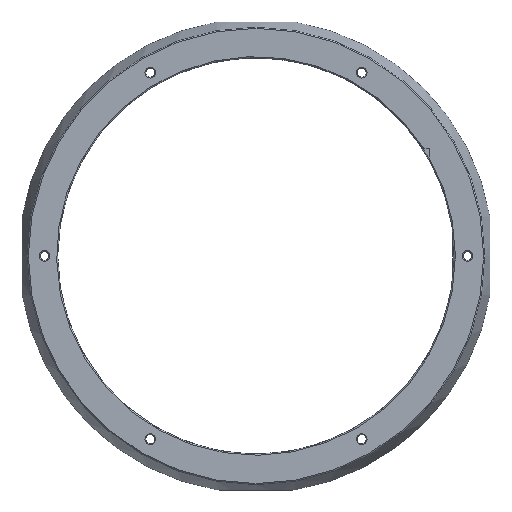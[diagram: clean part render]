
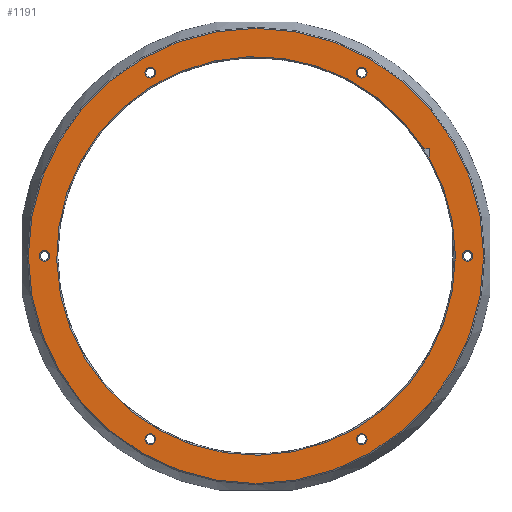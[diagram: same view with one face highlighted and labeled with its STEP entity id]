
A CAD part, top view. The second image highlights one B-rep face of the part: STEP entity #1191.
In plain terms, the highlighted planar face has unit normal (0, 0, 1).
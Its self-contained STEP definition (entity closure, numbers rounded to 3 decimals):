
#36=FACE_BOUND('',#287,.T.);
#37=FACE_BOUND('',#288,.T.);
#38=FACE_BOUND('',#289,.T.);
#39=FACE_BOUND('',#290,.T.);
#40=FACE_BOUND('',#291,.T.);
#41=FACE_BOUND('',#292,.T.);
#42=FACE_BOUND('',#293,.T.);
#106=CIRCLE('',#1296,75.4);
#117=CIRCLE('',#1310,2.);
#118=CIRCLE('',#1312,86.1);
#119=CIRCLE('',#1313,2.);
#120=CIRCLE('',#1314,2.);
#121=CIRCLE('',#1315,2.);
#122=CIRCLE('',#1316,2.);
#123=CIRCLE('',#1317,2.);
#211=FACE_OUTER_BOUND('',#286,.T.);
#286=EDGE_LOOP('',(#904));
#287=EDGE_LOOP('',(#905,#906,#907));
#288=EDGE_LOOP('',(#908));
#289=EDGE_LOOP('',(#909));
#290=EDGE_LOOP('',(#910));
#291=EDGE_LOOP('',(#911));
#292=EDGE_LOOP('',(#912));
#293=EDGE_LOOP('',(#913));
#370=LINE('',#1907,#437);
#371=LINE('',#1914,#438);
#437=VECTOR('',#1476,10.);
#438=VECTOR('',#1479,10.);
#530=VERTEX_POINT('',#1897);
#533=VERTEX_POINT('',#1905);
#534=VERTEX_POINT('',#1909);
#562=VERTEX_POINT('',#2015);
#563=VERTEX_POINT('',#2019);
#564=VERTEX_POINT('',#2021);
#565=VERTEX_POINT('',#2023);
#566=VERTEX_POINT('',#2025);
#567=VERTEX_POINT('',#2027);
#568=VERTEX_POINT('',#2029);
#648=EDGE_CURVE('',#530,#533,#370,.T.);
#650=EDGE_CURVE('',#533,#534,#371,.T.);
#670=EDGE_CURVE('',#530,#534,#106,.T.);
#684=EDGE_CURVE('',#562,#562,#117,.T.);
#685=EDGE_CURVE('',#563,#563,#118,.T.);
#686=EDGE_CURVE('',#564,#564,#119,.T.);
#687=EDGE_CURVE('',#565,#565,#120,.T.);
#688=EDGE_CURVE('',#566,#566,#121,.T.);
#689=EDGE_CURVE('',#567,#567,#122,.T.);
#690=EDGE_CURVE('',#568,#568,#123,.T.);
#904=ORIENTED_EDGE('',*,*,#685,.F.);
#905=ORIENTED_EDGE('',*,*,#650,.T.);
#906=ORIENTED_EDGE('',*,*,#670,.F.);
#907=ORIENTED_EDGE('',*,*,#648,.T.);
#908=ORIENTED_EDGE('',*,*,#686,.F.);
#909=ORIENTED_EDGE('',*,*,#687,.F.);
#910=ORIENTED_EDGE('',*,*,#688,.F.);
#911=ORIENTED_EDGE('',*,*,#689,.F.);
#912=ORIENTED_EDGE('',*,*,#690,.F.);
#913=ORIENTED_EDGE('',*,*,#684,.F.);
#1159=PLANE('',#1311);
#1191=ADVANCED_FACE('',(#211,#36,#37,#38,#39,#40,#41,#42),#1159,.T.);
#1296=AXIS2_PLACEMENT_3D('',#1988,#1509,#1510);
#1310=AXIS2_PLACEMENT_3D('',#2017,#1540,#1541);
#1311=AXIS2_PLACEMENT_3D('',#2018,#1542,#1543);
#1312=AXIS2_PLACEMENT_3D('',#2020,#1544,#1545);
#1313=AXIS2_PLACEMENT_3D('',#2022,#1546,#1547);
#1314=AXIS2_PLACEMENT_3D('',#2024,#1548,#1549);
#1315=AXIS2_PLACEMENT_3D('',#2026,#1550,#1551);
#1316=AXIS2_PLACEMENT_3D('',#2028,#1552,#1553);
#1317=AXIS2_PLACEMENT_3D('',#2030,#1554,#1555);
#1476=DIRECTION('',(1.,0.,0.));
#1479=DIRECTION('',(0.,-1.,0.));
#1509=DIRECTION('center_axis',(0.,0.,1.));
#1510=DIRECTION('ref_axis',(1.,0.,0.));
#1540=DIRECTION('center_axis',(0.,0.,1.));
#1541=DIRECTION('ref_axis',(1.,0.,0.));
#1542=DIRECTION('center_axis',(0.,0.,1.));
#1543=DIRECTION('ref_axis',(1.,0.,0.));
#1544=DIRECTION('center_axis',(0.,0.,-1.));
#1545=DIRECTION('ref_axis',(1.,0.,0.));
#1546=DIRECTION('center_axis',(0.,0.,1.));
#1547=DIRECTION('ref_axis',(1.,0.,0.));
#1548=DIRECTION('center_axis',(0.,0.,1.));
#1549=DIRECTION('ref_axis',(1.,0.,0.));
#1550=DIRECTION('center_axis',(0.,0.,1.));
#1551=DIRECTION('ref_axis',(1.,0.,0.));
#1552=DIRECTION('center_axis',(0.,0.,1.));
#1553=DIRECTION('ref_axis',(1.,0.,0.));
#1554=DIRECTION('center_axis',(0.,0.,1.));
#1555=DIRECTION('ref_axis',(1.,0.,0.));
#1897=CARTESIAN_POINT('',(63.533,40.605,4.));
#1905=CARTESIAN_POINT('',(65.457,40.605,4.));
#1907=CARTESIAN_POINT('',(31.529,40.605,4.));
#1909=CARTESIAN_POINT('',(65.457,37.425,4.));
#1914=CARTESIAN_POINT('',(65.457,20.302,4.));
#1988=CARTESIAN_POINT('Origin',(0.,0.,4.));
#2015=CARTESIAN_POINT('',(38.,-69.282,4.));
#2017=CARTESIAN_POINT('Origin',(40.,-69.282,4.));
#2018=CARTESIAN_POINT('Origin',(0.,0.,4.));
#2019=CARTESIAN_POINT('',(-86.1,0.,4.));
#2020=CARTESIAN_POINT('Origin',(0.,0.,4.));
#2021=CARTESIAN_POINT('',(-42.,-69.282,4.));
#2022=CARTESIAN_POINT('Origin',(-40.,-69.282,4.));
#2023=CARTESIAN_POINT('',(78.,0.,4.));
#2024=CARTESIAN_POINT('Origin',(80.,0.,4.));
#2025=CARTESIAN_POINT('',(-42.,69.282,4.));
#2026=CARTESIAN_POINT('Origin',(-40.,69.282,4.));
#2027=CARTESIAN_POINT('',(38.,69.282,4.));
#2028=CARTESIAN_POINT('Origin',(40.,69.282,4.));
#2029=CARTESIAN_POINT('',(-82.,0.,4.));
#2030=CARTESIAN_POINT('Origin',(-80.,0.,4.));
